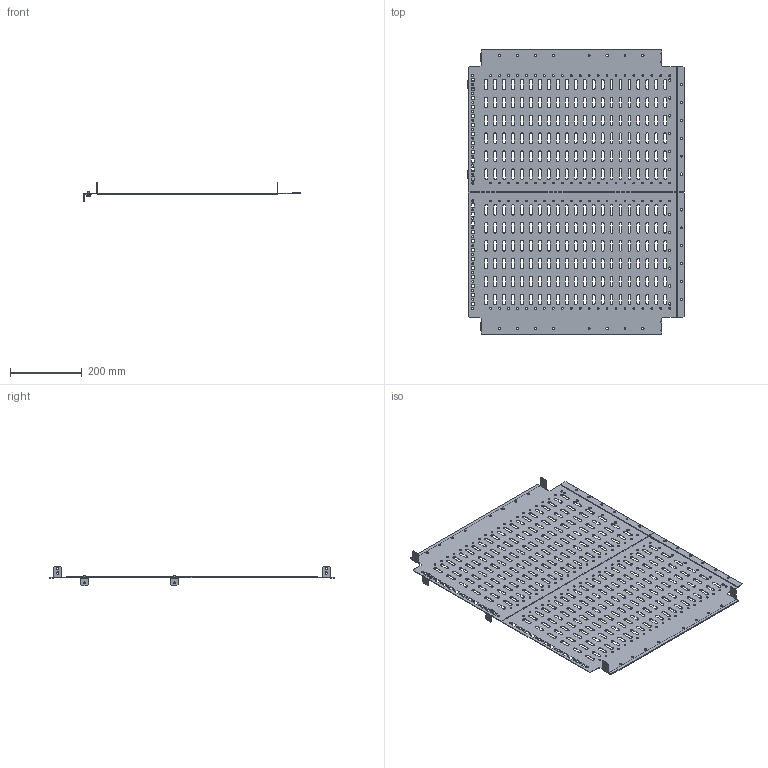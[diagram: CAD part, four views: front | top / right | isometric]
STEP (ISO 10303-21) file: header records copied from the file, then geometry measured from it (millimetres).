
FILE_DESCRIPTION (( 'STEP AP203' ), '1' );
FILE_NAME ('FO-00-SWH-080-060 FORMAT Ïåðåãîðîäêà ñåêö. ãîðèç. 800õ600 øêàô ãëóá. 1000 IEK.STEP', '2024-07-25T12:31:16', ( '' ), ( '' ), 'SwSTEP 2.0', 'SolidWorks 2022', '' );
FILE_SCHEMA (( 'CONFIG_CONTROL_DESIGN' ));
Products named in the file (1): FO-00-SWH-080-060 FORMAT Перегородка секц. гориз. 800х600 шкаф глуб. 1000 IEK
Bounding box: 603.5 x 793.6 x 54 mm (x, y, z)
Volume: 632273.4 mm3; surface area: 863773.9 mm2
Topology: 5 solids, 5 shells, 1786 faces, 5306 edges, 3532 vertices
Faces by surface type: plane 904, cylinder 866, cone 8, torus 8
Entity records: 62239 total; most frequent: DIRECTION 10636, CARTESIAN_POINT 10625, ORIENTED_EDGE 10612, EDGE_CURVE 5306, VECTOR 3550, LINE 3550, AXIS2_PLACEMENT_3D 3543, VERTEX_POINT 3532
